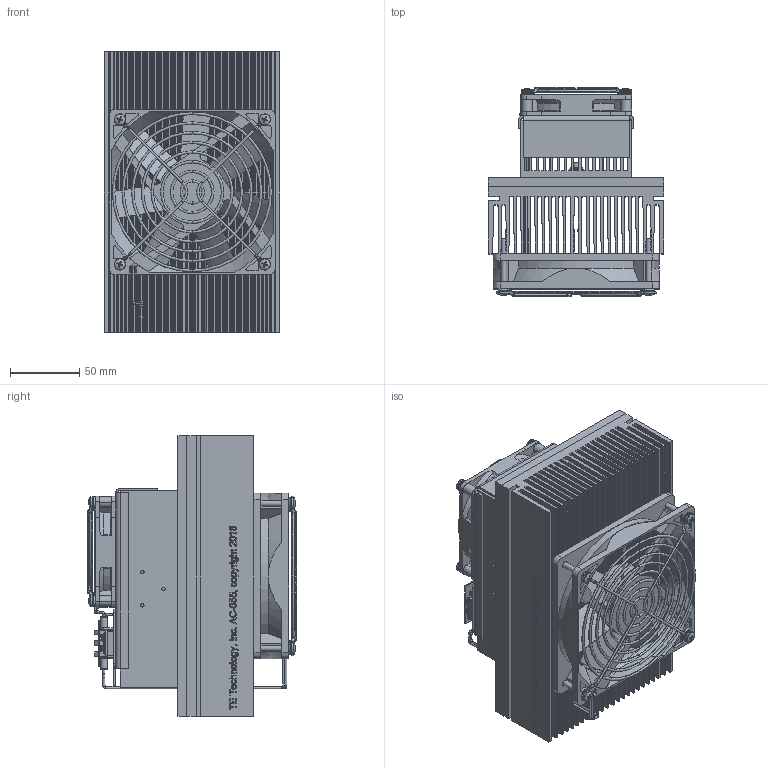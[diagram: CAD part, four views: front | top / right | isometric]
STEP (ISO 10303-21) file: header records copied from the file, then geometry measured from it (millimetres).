
FILE_DESCRIPTION(/* description */ ('Alibre Inc.'),/* implementation_level */ '2;1');
FILE_NAME(/* name */ 'export-C6A35BD6-508F-40D4-85D4-5B6DC6CC91CD',/* time_stamp */ '2022-04-19T09:32:17-04:00',/* author */ (''),/* organization */ (''),/* preprocessor_version */ 'ST-DEVELOPER v17',/* originating_system */ 'Alibre',/* authorisation */ '');
FILE_SCHEMA (('AUTOMOTIVE_DESIGN'));
Length unit declared in the file: inch
Products named in the file (62): sc120_w5_RIB; sc120_w5_RING; sc120_w5; sc80_w2; 2019
Bounding box: 127.25 x 151.15 x 203.2 mm (x, y, z)
Volume: 1151353.8 mm3; surface area: 874192.1 mm2
Topology: 144 solids, 144 shells, 3701 faces, 9595 edges, 6278 vertices
Faces by surface type: plane 2025, cylinder 787, bspline 521, torus 280, cone 57, sphere 24, extrusion 7
Full cylindrical faces by diameter (mm): 1.422 x29, 1.524 x16, 1.676 x4, 2.156 x4, 2.459 x6, 2.642 x15, 3.505 x19, 4.134 x4, 4.166 x14, 4.216 x7, 4.267 x3, 4.318 x4, 4.496 x4, 4.5 x8, 4.572 x2, 4.699 x4, 5.588 x3, 5.74 x3, 6.299 x3, 6.35 x7, 6.858 x16, 7.938 x4, 8.179 x8, 9.525 x3, 10.312 x3, 11.125 x3, 30 x1, 33.5 x1, 48 x1, 114 x1
Entity records: 95953 total; most frequent: CARTESIAN_POINT 30554, ORIENTED_EDGE 14250, DIRECTION 10574, EDGE_CURVE 7125, VERTEX_POINT 4764, VECTOR 4120, LINE 4113, AXIS2_PLACEMENT_3D 4019
